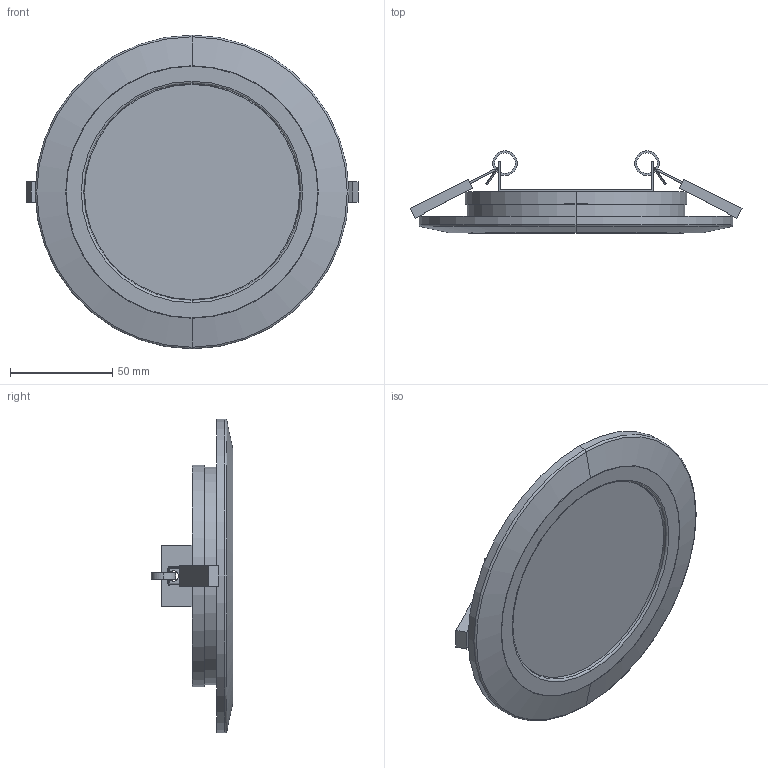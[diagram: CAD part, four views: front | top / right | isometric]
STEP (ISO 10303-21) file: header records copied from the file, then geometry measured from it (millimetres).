
FILE_DESCRIPTION (( 'STEP AP214' ), '1' );
FILE_NAME ('AVIS DL LED 12.STEP', '2018-07-17T03:52:06', ( '' ), ( '' ), 'SwSTEP 2.0', 'SolidWorks 2013', '' );
FILE_SCHEMA (( 'AUTOMOTIVE_DESIGN' ));
Length unit declared in the file: millimetre
Products named in the file (1): AVIS DL LED 12
Bounding box: 161.97 x 40 x 153 mm (x, y, z)
Volume: 232864.4 mm3; surface area: 49767.3 mm2
Topology: 5 solids, 5 shells, 101 faces, 242 edges, 158 vertices
Faces by surface type: plane 53, cylinder 40, torus 6, cone 2
Entity records: 3512 total; most frequent: CARTESIAN_POINT 568, DIRECTION 526, ORIENTED_EDGE 484, EDGE_CURVE 242, AXIS2_PLACEMENT_3D 194, VERTEX_POINT 158, LINE 138, VECTOR 138
